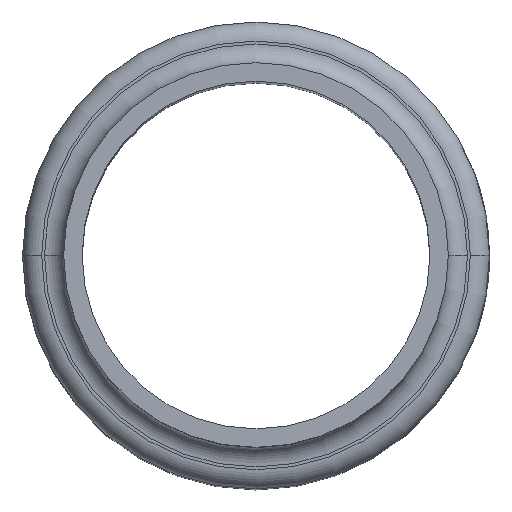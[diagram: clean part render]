
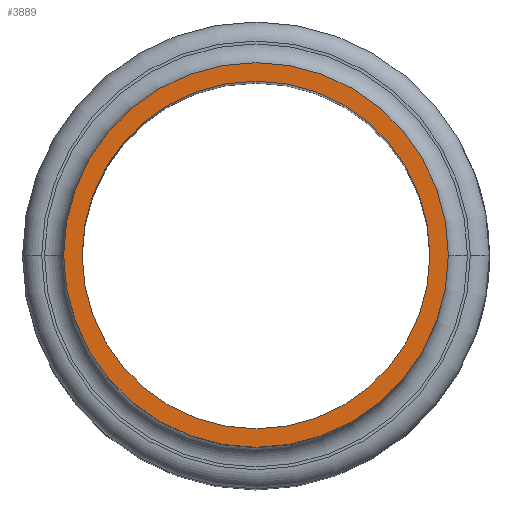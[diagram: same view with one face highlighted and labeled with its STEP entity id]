
A CAD part, top view. The second image highlights one B-rep face of the part: STEP entity #3889.
In plain terms, the highlighted planar face has unit normal (0, 0, 1).
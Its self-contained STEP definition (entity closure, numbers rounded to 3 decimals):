
#961 = CARTESIAN_POINT ( 'NONE',  ( 0., 0., 0. ) ) ;
#1109 = DIRECTION ( 'NONE',  ( 1., 0., 0. ) ) ;
#2522 = CIRCLE ( 'NONE', #24781, 30.15 ) ;
#3889 = ADVANCED_FACE ( 'NONE', ( #6189, #12453 ), #14295, .F. ) ;
#4568 = CIRCLE ( 'NONE', #20451, 27.25 ) ;
#5063 = CARTESIAN_POINT ( 'NONE',  ( 27.25, 0., 0. ) ) ;
#5086 = ORIENTED_EDGE ( 'NONE', *, *, #9550, .T. ) ;
#5345 = DIRECTION ( 'NONE',  ( 0., 0., 1. ) ) ;
#5632 = CARTESIAN_POINT ( 'NONE',  ( 0., 0., 0. ) ) ;
#6133 = CIRCLE ( 'NONE', #18387, 30.15 ) ;
#6189 = FACE_BOUND ( 'NONE', #17080, .T. ) ;
#6543 = DIRECTION ( 'NONE',  ( 1., 0., 0. ) ) ;
#7302 = EDGE_CURVE ( 'NONE', #10620, #19341, #8807, .T. ) ;
#8807 = CIRCLE ( 'NONE', #24670, 27.25 ) ;
#9550 = EDGE_CURVE ( 'NONE', #26963, #27117, #2522, .T. ) ;
#9564 = DIRECTION ( 'NONE',  ( 0., 0., 1. ) ) ;
#10620 = VERTEX_POINT ( 'NONE', #15040 ) ;
#11703 = DIRECTION ( 'NONE',  ( 1., 0., 0. ) ) ;
#12453 = FACE_OUTER_BOUND ( 'NONE', #19620, .T. ) ;
#13365 = CARTESIAN_POINT ( 'NONE',  ( 30.15, 0., 0. ) ) ;
#14295 = PLANE ( 'NONE',  #18432 ) ;
#15040 = CARTESIAN_POINT ( 'NONE',  ( -27.25, 0., 0. ) ) ;
#16807 = DIRECTION ( 'NONE',  ( 0., 0., 1. ) ) ;
#17080 = EDGE_LOOP ( 'NONE', ( #20472, #26830 ) ) ;
#18336 = DIRECTION ( 'NONE',  ( 0., 0., 1. ) ) ;
#18387 = AXIS2_PLACEMENT_3D ( 'NONE', #24612, #9564, #11703 ) ;
#18432 = AXIS2_PLACEMENT_3D ( 'NONE', #27357, #27639, #18704 ) ;
#18583 = DIRECTION ( 'NONE',  ( 1., 0., 0. ) ) ;
#18704 = DIRECTION ( 'NONE',  ( -1., 0., 0. ) ) ;
#19341 = VERTEX_POINT ( 'NONE', #5063 ) ;
#19620 = EDGE_LOOP ( 'NONE', ( #5086, #25089 ) ) ;
#20451 = AXIS2_PLACEMENT_3D ( 'NONE', #21624, #16807, #6543 ) ;
#20472 = ORIENTED_EDGE ( 'NONE', *, *, #22973, .F. ) ;
#20649 = EDGE_CURVE ( 'NONE', #27117, #26963, #6133, .T. ) ;
#21624 = CARTESIAN_POINT ( 'NONE',  ( 0., 0., 0. ) ) ;
#22973 = EDGE_CURVE ( 'NONE', #19341, #10620, #4568, .T. ) ;
#24612 = CARTESIAN_POINT ( 'NONE',  ( 0., 0., 0. ) ) ;
#24670 = AXIS2_PLACEMENT_3D ( 'NONE', #5632, #5345, #18583 ) ;
#24781 = AXIS2_PLACEMENT_3D ( 'NONE', #961, #18336, #1109 ) ;
#25089 = ORIENTED_EDGE ( 'NONE', *, *, #20649, .T. ) ;
#26830 = ORIENTED_EDGE ( 'NONE', *, *, #7302, .F. ) ;
#26963 = VERTEX_POINT ( 'NONE', #13365 ) ;
#27117 = VERTEX_POINT ( 'NONE', #27692 ) ;
#27357 = CARTESIAN_POINT ( 'NONE',  ( 0., 28.25, 0. ) ) ;
#27639 = DIRECTION ( 'NONE',  ( 0., 0., -1. ) ) ;
#27692 = CARTESIAN_POINT ( 'NONE',  ( -30.15, 0., 0. ) ) ;
